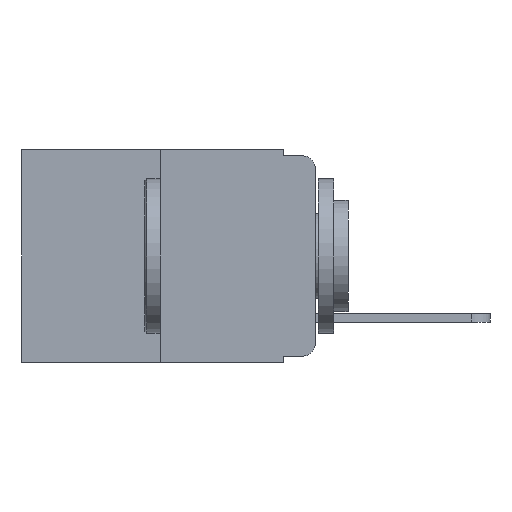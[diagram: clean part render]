
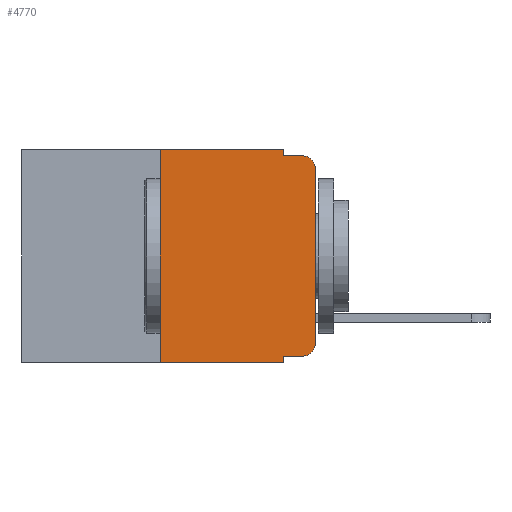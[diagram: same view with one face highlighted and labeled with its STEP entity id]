
A CAD part, left-side view. The second image highlights one B-rep face of the part: STEP entity #4770.
In plain terms, the highlighted planar face has unit normal (-1, 0, 0).
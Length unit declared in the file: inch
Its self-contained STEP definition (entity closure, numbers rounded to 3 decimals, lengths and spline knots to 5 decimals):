
#371 = FACE_OUTER_BOUND ( 'NONE', #3381, .T. ) ;
#943 = VERTEX_POINT ( 'NONE', #5695 ) ;
#1472 = CARTESIAN_POINT ( 'NONE',  ( 0., 0.02, -0.313 ) ) ;
#1521 = CARTESIAN_POINT ( 'NONE',  ( 0., 0.25, 0. ) ) ;
#1644 = DIRECTION ( 'NONE',  ( 0., 0., -1. ) ) ;
#1649 = VERTEX_POINT ( 'NONE', #9427 ) ;
#1658 = VERTEX_POINT ( 'NONE', #9443 ) ;
#2056 = EDGE_CURVE ( 'NONE', #1658, #943, #6100, .T. ) ;
#2238 = CARTESIAN_POINT ( 'NONE',  ( 0., 0.051, 0. ) ) ;
#2251 = DIRECTION ( 'NONE',  ( 0., 0., 1. ) ) ;
#2260 = EDGE_CURVE ( 'NONE', #3230, #3954, #5446, .T. ) ;
#2394 = EDGE_CURVE ( 'NONE', #1649, #8528, #4738, .T. ) ;
#2398 = EDGE_CURVE ( 'NONE', #8528, #8126, #4774, .T. ) ;
#2399 = EDGE_CURVE ( 'NONE', #9144, #8126, #4687, .T. ) ;
#2412 = EDGE_CURVE ( 'NONE', #943, #9144, #4710, .T. ) ;
#2413 = EDGE_CURVE ( 'NONE', #3230, #1658, #4671, .T. ) ;
#2415 = EDGE_CURVE ( 'NONE', #7321, #3954, #4642, .T. ) ;
#2419 = DIRECTION ( 'NONE',  ( 0., -1., 0. ) ) ;
#2428 = EDGE_CURVE ( 'NONE', #7321, #4375, #4535, .T. ) ;
#2430 = EDGE_CURVE ( 'NONE', #4375, #1649, #4575, .T. ) ;
#2575 = CARTESIAN_POINT ( 'NONE',  ( 0., 0., -0.03 ) ) ;
#2883 = DIRECTION ( 'NONE',  ( 0., 0., -1. ) ) ;
#2886 = DIRECTION ( 'NONE',  ( -1., 0., 0. ) ) ;
#2917 = DIRECTION ( 'NONE',  ( 0., 0., -1. ) ) ;
#3230 = VERTEX_POINT ( 'NONE', #9751 ) ;
#3369 = DIRECTION ( 'NONE',  ( 0., -1., 0. ) ) ;
#3381 = EDGE_LOOP ( 'NONE', ( #7808, #7836, #7951, #8077, #8256, #8322, #8508, #8641, #8746, #8842 ) ) ;
#3567 = CARTESIAN_POINT ( 'NONE',  ( 0., 0.051, -0.343 ) ) ;
#3954 = VERTEX_POINT ( 'NONE', #3567 ) ;
#4266 = DIRECTION ( 'NONE',  ( 0., -1., 0. ) ) ;
#4278 = CARTESIAN_POINT ( 'NONE',  ( 0., 0.473, 0. ) ) ;
#4375 = VERTEX_POINT ( 'NONE', #5853 ) ;
#4509 = VECTOR ( 'NONE', #2419, 39.37008 ) ;
#4535 = LINE ( 'NONE', #8292, #4509 ) ;
#4575 = CIRCLE ( 'NONE', #8113, 0.02 ) ;
#4585 = VECTOR ( 'NONE', #1644, 39.37008 ) ;
#4620 = VECTOR ( 'NONE', #2251, 39.37008 ) ;
#4642 = LINE ( 'NONE', #2238, #4585 ) ;
#4646 = VECTOR ( 'NONE', #8305, 39.37008 ) ;
#4665 = VECTOR ( 'NONE', #7876, 39.37008 ) ;
#4671 = LINE ( 'NONE', #1521, #4620 ) ;
#4687 = LINE ( 'NONE', #8081, #4665 ) ;
#4701 = VECTOR ( 'NONE', #7902, 39.37008 ) ;
#4710 = LINE ( 'NONE', #8282, #4646 ) ;
#4738 = LINE ( 'NONE', #7882, #4701 ) ;
#4770 = ADVANCED_FACE ( 'NONE', ( #371 ), #8345, .F. ) ;
#4774 = CIRCLE ( 'NONE', #8127, 0.02 ) ;
#4957 = CARTESIAN_POINT ( 'NONE',  ( 0., 0.02, -0.01 ) ) ;
#5213 = DIRECTION ( 'NONE',  ( 1., 0., 0. ) ) ;
#5416 = VECTOR ( 'NONE', #3369, 39.37008 ) ;
#5446 = LINE ( 'NONE', #7962, #5416 ) ;
#5695 = CARTESIAN_POINT ( 'NONE',  ( 0., 0.051, 0. ) ) ;
#5853 = CARTESIAN_POINT ( 'NONE',  ( 0., 0.02, -0.333 ) ) ;
#6100 = LINE ( 'NONE', #4278, #6146 ) ;
#6146 = VECTOR ( 'NONE', #4266, 39.37008 ) ;
#7149 = CARTESIAN_POINT ( 'NONE',  ( 0., 0.051, -0.333 ) ) ;
#7321 = VERTEX_POINT ( 'NONE', #7149 ) ;
#7808 = ORIENTED_EDGE ( 'NONE', *, *, #2394, .T. ) ;
#7836 = ORIENTED_EDGE ( 'NONE', *, *, #2398, .T. ) ;
#7876 = DIRECTION ( 'NONE',  ( 0., -1., 0. ) ) ;
#7882 = CARTESIAN_POINT ( 'NONE',  ( 0., 0., 0. ) ) ;
#7902 = DIRECTION ( 'NONE',  ( 0., 0., 1. ) ) ;
#7951 = ORIENTED_EDGE ( 'NONE', *, *, #2399, .F. ) ;
#7962 = CARTESIAN_POINT ( 'NONE',  ( 0., 0.473, -0.343 ) ) ;
#8077 = ORIENTED_EDGE ( 'NONE', *, *, #2412, .F. ) ;
#8081 = CARTESIAN_POINT ( 'NONE',  ( 0., 0.051, -0.01 ) ) ;
#8113 = AXIS2_PLACEMENT_3D ( 'NONE', #1472, #2886, #2883 ) ;
#8126 = VERTEX_POINT ( 'NONE', #4957 ) ;
#8127 = AXIS2_PLACEMENT_3D ( 'NONE', #8325, #8323, #8310 ) ;
#8256 = ORIENTED_EDGE ( 'NONE', *, *, #2056, .F. ) ;
#8282 = CARTESIAN_POINT ( 'NONE',  ( 0., 0.051, 0. ) ) ;
#8292 = CARTESIAN_POINT ( 'NONE',  ( 0., 0.051, -0.333 ) ) ;
#8305 = DIRECTION ( 'NONE',  ( 0., 0., -1. ) ) ;
#8310 = DIRECTION ( 'NONE',  ( 0., 0., -1. ) ) ;
#8322 = ORIENTED_EDGE ( 'NONE', *, *, #2413, .F. ) ;
#8323 = DIRECTION ( 'NONE',  ( -1., 0., 0. ) ) ;
#8325 = CARTESIAN_POINT ( 'NONE',  ( 0., 0.02, -0.03 ) ) ;
#8345 = PLANE ( 'NONE',  #10185 ) ;
#8353 = CARTESIAN_POINT ( 'NONE',  ( 0., 0.473, 0. ) ) ;
#8508 = ORIENTED_EDGE ( 'NONE', *, *, #2260, .T. ) ;
#8528 = VERTEX_POINT ( 'NONE', #2575 ) ;
#8641 = ORIENTED_EDGE ( 'NONE', *, *, #2415, .F. ) ;
#8746 = ORIENTED_EDGE ( 'NONE', *, *, #2428, .T. ) ;
#8842 = ORIENTED_EDGE ( 'NONE', *, *, #2430, .T. ) ;
#9144 = VERTEX_POINT ( 'NONE', #10029 ) ;
#9427 = CARTESIAN_POINT ( 'NONE',  ( 0., 0., -0.313 ) ) ;
#9443 = CARTESIAN_POINT ( 'NONE',  ( 0., 0.25, 0. ) ) ;
#9751 = CARTESIAN_POINT ( 'NONE',  ( 0., 0.25, -0.343 ) ) ;
#10029 = CARTESIAN_POINT ( 'NONE',  ( 0., 0.051, -0.01 ) ) ;
#10185 = AXIS2_PLACEMENT_3D ( 'NONE', #8353, #5213, #2917 ) ;
